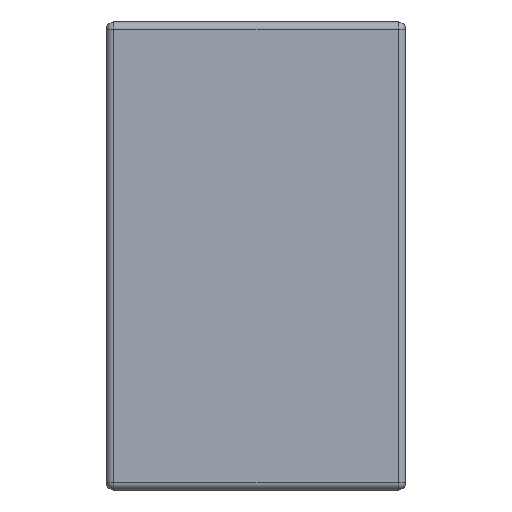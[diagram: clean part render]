
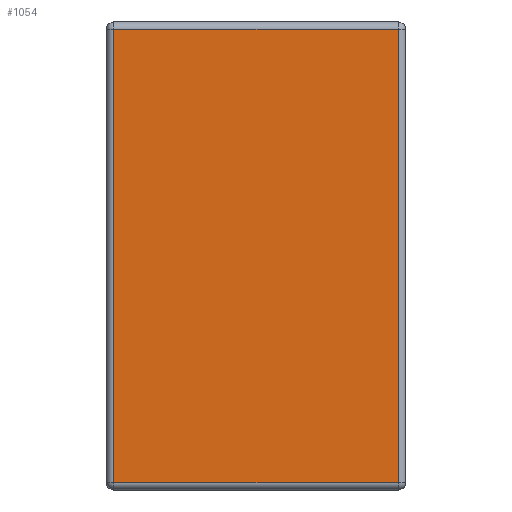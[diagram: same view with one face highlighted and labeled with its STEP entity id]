
A CAD part, left-side view. The second image highlights one B-rep face of the part: STEP entity #1054.
In plain terms, the highlighted planar face has unit normal (-1, 0, 0).
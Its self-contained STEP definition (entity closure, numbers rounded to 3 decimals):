
#11 = VECTOR ( 'NONE', #117, 1000. ) ;
#34 = ORIENTED_EDGE ( 'NONE', *, *, #138, .T. ) ;
#83 = EDGE_CURVE ( 'NONE', #462, #1304, #274, .T. ) ;
#117 = DIRECTION ( 'NONE',  ( 0., -1., 0. ) ) ;
#138 = EDGE_CURVE ( 'NONE', #1304, #1333, #1142, .T. ) ;
#179 = CARTESIAN_POINT ( 'NONE',  ( -1., 0.8, -0.605 ) ) ;
#234 = LINE ( 'NONE', #179, #11 ) ;
#274 = LINE ( 'NONE', #1309, #844 ) ;
#281 = DIRECTION ( 'NONE',  ( 0., 0., -1. ) ) ;
#303 = FACE_OUTER_BOUND ( 'NONE', #1160, .T. ) ;
#323 = VECTOR ( 'NONE', #281, 1000. ) ;
#354 = DIRECTION ( 'NONE',  ( 0., 0., 1. ) ) ;
#451 = CARTESIAN_POINT ( 'NONE',  ( -1., 0.02, 0.625 ) ) ;
#462 = VERTEX_POINT ( 'NONE', #775 ) ;
#475 = VECTOR ( 'NONE', #354, 1000. ) ;
#628 = ORIENTED_EDGE ( 'NONE', *, *, #1147, .T. ) ;
#696 = DIRECTION ( 'NONE',  ( 0., 0., -1. ) ) ;
#702 = DIRECTION ( 'NONE',  ( 1., 0., 0. ) ) ;
#771 = EDGE_CURVE ( 'NONE', #808, #462, #1334, .T. ) ;
#775 = CARTESIAN_POINT ( 'NONE',  ( -1., 0.02, 0.605 ) ) ;
#808 = VERTEX_POINT ( 'NONE', #1341 ) ;
#811 = CARTESIAN_POINT ( 'NONE',  ( -1., 0.8, 0.625 ) ) ;
#820 = PLANE ( 'NONE',  #987 ) ;
#844 = VECTOR ( 'NONE', #1263, 1000. ) ;
#909 = CARTESIAN_POINT ( 'NONE',  ( -1., 0.78, -0.625 ) ) ;
#987 = AXIS2_PLACEMENT_3D ( 'NONE', #811, #702, #696 ) ;
#1054 = ADVANCED_FACE ( 'NONE', ( #303 ), #820, .F. ) ;
#1096 = CARTESIAN_POINT ( 'NONE',  ( -1., 0.78, -0.605 ) ) ;
#1142 = LINE ( 'NONE', #909, #323 ) ;
#1147 = EDGE_CURVE ( 'NONE', #1333, #808, #234, .T. ) ;
#1160 = EDGE_LOOP ( 'NONE', ( #1377, #34, #628, #1262 ) ) ;
#1233 = CARTESIAN_POINT ( 'NONE',  ( -1., 0.78, 0.605 ) ) ;
#1262 = ORIENTED_EDGE ( 'NONE', *, *, #771, .T. ) ;
#1263 = DIRECTION ( 'NONE',  ( 0., 1., 0. ) ) ;
#1304 = VERTEX_POINT ( 'NONE', #1233 ) ;
#1309 = CARTESIAN_POINT ( 'NONE',  ( -1., 0.8, 0.605 ) ) ;
#1333 = VERTEX_POINT ( 'NONE', #1096 ) ;
#1334 = LINE ( 'NONE', #451, #475 ) ;
#1341 = CARTESIAN_POINT ( 'NONE',  ( -1., 0.02, -0.605 ) ) ;
#1377 = ORIENTED_EDGE ( 'NONE', *, *, #83, .T. ) ;
